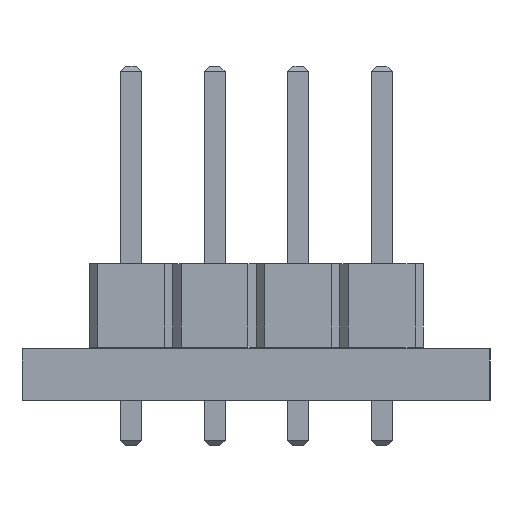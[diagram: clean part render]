
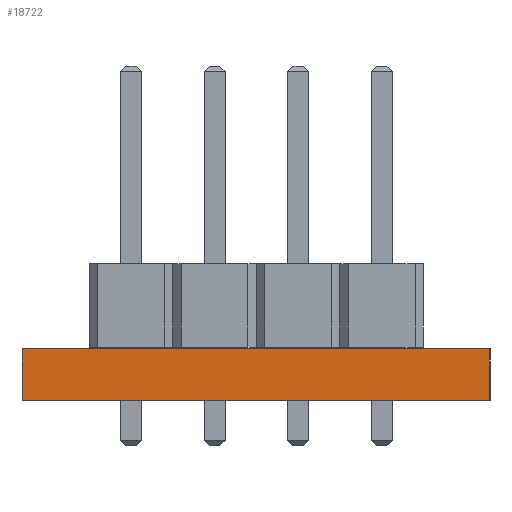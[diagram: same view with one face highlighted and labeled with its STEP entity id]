
A CAD part, left-side view. The second image highlights one B-rep face of the part: STEP entity #18722.
In plain terms, the highlighted planar face has unit normal (-1, 0, 0).
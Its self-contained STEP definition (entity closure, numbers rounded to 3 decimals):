
#18541 = PLANE('',#18542);
#18542 = AXIS2_PLACEMENT_3D('',#18543,#18544,#18545);
#18543 = CARTESIAN_POINT('',(152.273,-105.537,0.));
#18544 = DIRECTION('',(0.,-1.,0.));
#18545 = DIRECTION('',(-1.,0.,0.));
#18566 = VERTEX_POINT('',#18567);
#18567 = CARTESIAN_POINT('',(130.175,-105.537,1.58));
#18581 = PLANE('',#18582);
#18582 = AXIS2_PLACEMENT_3D('',#18583,#18584,#18585);
#18583 = CARTESIAN_POINT('',(141.224,-98.425,1.58));
#18584 = DIRECTION('',(-0.,-0.,-1.));
#18585 = DIRECTION('',(-1.,0.,0.));
#18593 = EDGE_CURVE('',#18594,#18566,#18596,.T.);
#18594 = VERTEX_POINT('',#18595);
#18595 = CARTESIAN_POINT('',(130.175,-105.537,0.));
#18596 = SURFACE_CURVE('',#18597,(#18601,#18608),.PCURVE_S1.);
#18597 = LINE('',#18598,#18599);
#18598 = CARTESIAN_POINT('',(130.175,-105.537,0.));
#18599 = VECTOR('',#18600,1.);
#18600 = DIRECTION('',(0.,0.,1.));
#18601 = PCURVE('',#18541,#18602);
#18602 = DEFINITIONAL_REPRESENTATION('',(#18603),#18607);
#18603 = LINE('',#18604,#18605);
#18604 = CARTESIAN_POINT('',(22.098,0.));
#18605 = VECTOR('',#18606,1.);
#18606 = DIRECTION('',(0.,-1.));
#18607 = ( GEOMETRIC_REPRESENTATION_CONTEXT(2) 
PARAMETRIC_REPRESENTATION_CONTEXT() REPRESENTATION_CONTEXT('2D SPACE',''
  ) );
#18608 = PCURVE('',#18609,#18614);
#18609 = PLANE('',#18610);
#18610 = AXIS2_PLACEMENT_3D('',#18611,#18612,#18613);
#18611 = CARTESIAN_POINT('',(130.175,-105.537,0.));
#18612 = DIRECTION('',(-1.,0.,0.));
#18613 = DIRECTION('',(0.,1.,0.));
#18614 = DEFINITIONAL_REPRESENTATION('',(#18615),#18619);
#18615 = LINE('',#18616,#18617);
#18616 = CARTESIAN_POINT('',(0.,0.));
#18617 = VECTOR('',#18618,1.);
#18618 = DIRECTION('',(0.,-1.));
#18619 = ( GEOMETRIC_REPRESENTATION_CONTEXT(2) 
PARAMETRIC_REPRESENTATION_CONTEXT() REPRESENTATION_CONTEXT('2D SPACE',''
  ) );
#18635 = PLANE('',#18636);
#18636 = AXIS2_PLACEMENT_3D('',#18637,#18638,#18639);
#18637 = CARTESIAN_POINT('',(141.224,-98.425,0.));
#18638 = DIRECTION('',(-0.,-0.,-1.));
#18639 = DIRECTION('',(-1.,0.,0.));
#18668 = PLANE('',#18669);
#18669 = AXIS2_PLACEMENT_3D('',#18670,#18671,#18672);
#18670 = CARTESIAN_POINT('',(130.175,-91.313,0.));
#18671 = DIRECTION('',(0.,1.,0.));
#18672 = DIRECTION('',(1.,0.,0.));
#18722 = ADVANCED_FACE('',(#18723),#18609,.T.);
#18723 = FACE_BOUND('',#18724,.T.);
#18724 = EDGE_LOOP('',(#18725,#18726,#18749,#18772));
#18725 = ORIENTED_EDGE('',*,*,#18593,.T.);
#18726 = ORIENTED_EDGE('',*,*,#18727,.T.);
#18727 = EDGE_CURVE('',#18566,#18728,#18730,.T.);
#18728 = VERTEX_POINT('',#18729);
#18729 = CARTESIAN_POINT('',(130.175,-91.313,1.58));
#18730 = SURFACE_CURVE('',#18731,(#18735,#18742),.PCURVE_S1.);
#18731 = LINE('',#18732,#18733);
#18732 = CARTESIAN_POINT('',(130.175,-105.537,1.58));
#18733 = VECTOR('',#18734,1.);
#18734 = DIRECTION('',(0.,1.,0.));
#18735 = PCURVE('',#18609,#18736);
#18736 = DEFINITIONAL_REPRESENTATION('',(#18737),#18741);
#18737 = LINE('',#18738,#18739);
#18738 = CARTESIAN_POINT('',(0.,-1.58));
#18739 = VECTOR('',#18740,1.);
#18740 = DIRECTION('',(1.,0.));
#18741 = ( GEOMETRIC_REPRESENTATION_CONTEXT(2) 
PARAMETRIC_REPRESENTATION_CONTEXT() REPRESENTATION_CONTEXT('2D SPACE',''
  ) );
#18742 = PCURVE('',#18581,#18743);
#18743 = DEFINITIONAL_REPRESENTATION('',(#18744),#18748);
#18744 = LINE('',#18745,#18746);
#18745 = CARTESIAN_POINT('',(11.049,-7.112));
#18746 = VECTOR('',#18747,1.);
#18747 = DIRECTION('',(0.,1.));
#18748 = ( GEOMETRIC_REPRESENTATION_CONTEXT(2) 
PARAMETRIC_REPRESENTATION_CONTEXT() REPRESENTATION_CONTEXT('2D SPACE',''
  ) );
#18749 = ORIENTED_EDGE('',*,*,#18750,.F.);
#18750 = EDGE_CURVE('',#18751,#18728,#18753,.T.);
#18751 = VERTEX_POINT('',#18752);
#18752 = CARTESIAN_POINT('',(130.175,-91.313,0.));
#18753 = SURFACE_CURVE('',#18754,(#18758,#18765),.PCURVE_S1.);
#18754 = LINE('',#18755,#18756);
#18755 = CARTESIAN_POINT('',(130.175,-91.313,0.));
#18756 = VECTOR('',#18757,1.);
#18757 = DIRECTION('',(0.,0.,1.));
#18758 = PCURVE('',#18609,#18759);
#18759 = DEFINITIONAL_REPRESENTATION('',(#18760),#18764);
#18760 = LINE('',#18761,#18762);
#18761 = CARTESIAN_POINT('',(14.224,0.));
#18762 = VECTOR('',#18763,1.);
#18763 = DIRECTION('',(0.,-1.));
#18764 = ( GEOMETRIC_REPRESENTATION_CONTEXT(2) 
PARAMETRIC_REPRESENTATION_CONTEXT() REPRESENTATION_CONTEXT('2D SPACE',''
  ) );
#18765 = PCURVE('',#18668,#18766);
#18766 = DEFINITIONAL_REPRESENTATION('',(#18767),#18771);
#18767 = LINE('',#18768,#18769);
#18768 = CARTESIAN_POINT('',(0.,0.));
#18769 = VECTOR('',#18770,1.);
#18770 = DIRECTION('',(0.,-1.));
#18771 = ( GEOMETRIC_REPRESENTATION_CONTEXT(2) 
PARAMETRIC_REPRESENTATION_CONTEXT() REPRESENTATION_CONTEXT('2D SPACE',''
  ) );
#18772 = ORIENTED_EDGE('',*,*,#18773,.F.);
#18773 = EDGE_CURVE('',#18594,#18751,#18774,.T.);
#18774 = SURFACE_CURVE('',#18775,(#18779,#18786),.PCURVE_S1.);
#18775 = LINE('',#18776,#18777);
#18776 = CARTESIAN_POINT('',(130.175,-105.537,0.));
#18777 = VECTOR('',#18778,1.);
#18778 = DIRECTION('',(0.,1.,0.));
#18779 = PCURVE('',#18609,#18780);
#18780 = DEFINITIONAL_REPRESENTATION('',(#18781),#18785);
#18781 = LINE('',#18782,#18783);
#18782 = CARTESIAN_POINT('',(0.,0.));
#18783 = VECTOR('',#18784,1.);
#18784 = DIRECTION('',(1.,0.));
#18785 = ( GEOMETRIC_REPRESENTATION_CONTEXT(2) 
PARAMETRIC_REPRESENTATION_CONTEXT() REPRESENTATION_CONTEXT('2D SPACE',''
  ) );
#18786 = PCURVE('',#18635,#18787);
#18787 = DEFINITIONAL_REPRESENTATION('',(#18788),#18792);
#18788 = LINE('',#18789,#18790);
#18789 = CARTESIAN_POINT('',(11.049,-7.112));
#18790 = VECTOR('',#18791,1.);
#18791 = DIRECTION('',(0.,1.));
#18792 = ( GEOMETRIC_REPRESENTATION_CONTEXT(2) 
PARAMETRIC_REPRESENTATION_CONTEXT() REPRESENTATION_CONTEXT('2D SPACE',''
  ) );
